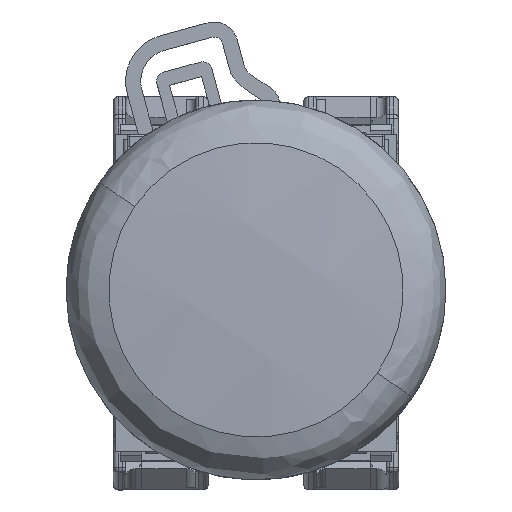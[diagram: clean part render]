
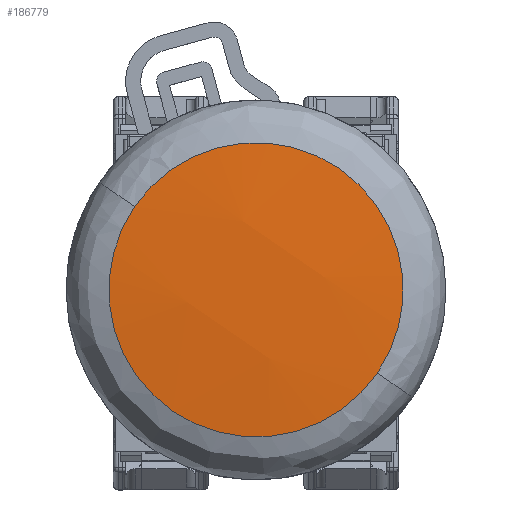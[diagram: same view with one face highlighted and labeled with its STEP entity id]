
A CAD part, top view. The second image highlights one B-rep face of the part: STEP entity #186779.
In plain terms, the highlighted free-form (B-spline) face has degree [3, 3] with [4, 4] control points.
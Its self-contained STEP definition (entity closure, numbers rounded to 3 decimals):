
#6675 = DIRECTION ( 'NONE',  ( -0.824, 0.566, 0. ) ) ;
#23673 = CARTESIAN_POINT ( 'NONE',  ( 20.284, 47.334, 103.3 ) ) ;
#26725 = CARTESIAN_POINT ( 'NONE',  ( 36.278, 42.696, 103.532 ) ) ;
#27985 = FACE_OUTER_BOUND ( 'NONE', #159341, .T. ) ;
#42628 =( BOUNDED_SURFACE ( )  B_SPLINE_SURFACE ( 3, 3, ( 
 ( #188653, #26725, #139665, #92778 ),
 ( #91369, #204993, #173017, #124056 ),
 ( #205697, #108433, #124751, #158065 ),
 ( #109825, #64178, #79144, #111885 ) ),
 .UNSPECIFIED., .F., .F., .F. ) 
 B_SPLINE_SURFACE_WITH_KNOTS ( ( 4, 4 ),
 ( 4, 4 ),
 ( 0., 1. ),
 ( 0., 1. ),
 .UNSPECIFIED. ) 
 GEOMETRIC_REPRESENTATION_ITEM ( )  RATIONAL_B_SPLINE_SURFACE ( (
 ( 1., 0.997, 0.997, 1.),
 ( 0.997, 0.994, 0.994, 0.997),
 ( 0.997, 0.994, 0.994, 0.997),
 ( 1., 0.997, 0.997, 1.) ) ) 
 REPRESENTATION_ITEM ( '' )  SURFACE ( )  );
#43574 = DIRECTION ( 'NONE',  ( 0., 0., -1. ) ) ;
#45403 = AXIS2_PLACEMENT_3D ( 'NONE', #135884, #199879, #117482 ) ;
#45638 = ORIENTED_EDGE ( 'NONE', *, *, #197546, .F. ) ;
#46639 = CARTESIAN_POINT ( 'NONE',  ( 7.479, 56.123, 103.3 ) ) ;
#54197 = ORIENTED_EDGE ( 'NONE', *, *, #72533, .F. ) ;
#64178 = CARTESIAN_POINT ( 'NONE',  ( 10.283, 60.537, 103.541 ) ) ;
#64408 = AXIS2_PLACEMENT_3D ( 'NONE', #23673, #43574, #6675 ) ;
#72533 = EDGE_CURVE ( 'NONE', #119470, #125932, #171390, .T. ) ;
#79144 = CARTESIAN_POINT ( 'NONE',  ( 4.33, 51.864, 103.539 ) ) ;
#91369 = CARTESIAN_POINT ( 'NONE',  ( 33.608, 57.348, 103.532 ) ) ;
#92778 = CARTESIAN_POINT ( 'NONE',  ( 24.401, 25.392, 102.497 ) ) ;
#98556 = CIRCLE ( 'NONE', #64408, 15.531 ) ;
#108433 = CARTESIAN_POINT ( 'NONE',  ( 18.953, 54.627, 104.569 ) ) ;
#109825 = CARTESIAN_POINT ( 'NONE',  ( 16.207, 69.169, 102.513 ) ) ;
#111885 = CARTESIAN_POINT ( 'NONE',  ( -1.594, 43.232, 102.507 ) ) ;
#117482 = DIRECTION ( 'NONE',  ( -0.824, 0.566, 0. ) ) ;
#119470 = VERTEX_POINT ( 'NONE', #46639 ) ;
#124056 = CARTESIAN_POINT ( 'NONE',  ( 15.693, 31.246, 103.525 ) ) ;
#124751 = CARTESIAN_POINT ( 'NONE',  ( 12.962, 45.898, 104.567 ) ) ;
#125932 = VERTEX_POINT ( 'NONE', #170984 ) ;
#135884 = CARTESIAN_POINT ( 'NONE',  ( 20.284, 47.334, 103.3 ) ) ;
#139665 = CARTESIAN_POINT ( 'NONE',  ( 30.325, 34.023, 103.529 ) ) ;
#158065 = CARTESIAN_POINT ( 'NONE',  ( 7., 37.212, 103.528 ) ) ;
#159341 = EDGE_LOOP ( 'NONE', ( #54197, #45638 ) ) ;
#170984 = CARTESIAN_POINT ( 'NONE',  ( 33.089, 38.545, 103.3 ) ) ;
#171390 = CIRCLE ( 'NONE', #45403, 15.531 ) ;
#173017 = CARTESIAN_POINT ( 'NONE',  ( 21.655, 39.932, 104.564 ) ) ;
#186779 = ADVANCED_FACE ( 'NONE', ( #27985 ), #42628, .T. ) ;
#188653 = CARTESIAN_POINT ( 'NONE',  ( 42.202, 51.327, 102.504 ) ) ;
#197546 = EDGE_CURVE ( 'NONE', #125932, #119470, #98556, .T. ) ;
#199879 = DIRECTION ( 'NONE',  ( 0., 0., -1. ) ) ;
#204993 = CARTESIAN_POINT ( 'NONE',  ( 27.646, 48.661, 104.566 ) ) ;
#205697 = CARTESIAN_POINT ( 'NONE',  ( 24.915, 63.314, 103.535 ) ) ;
